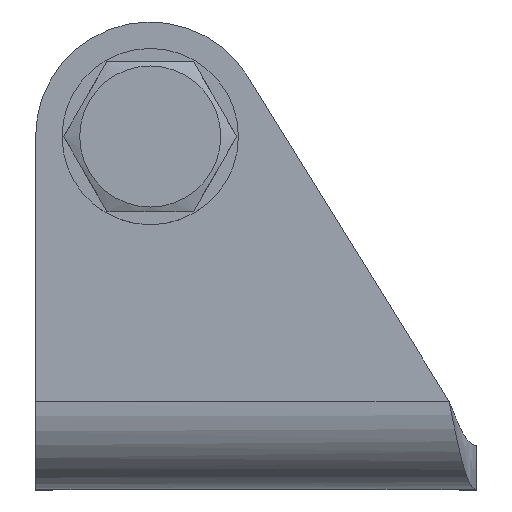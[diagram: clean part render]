
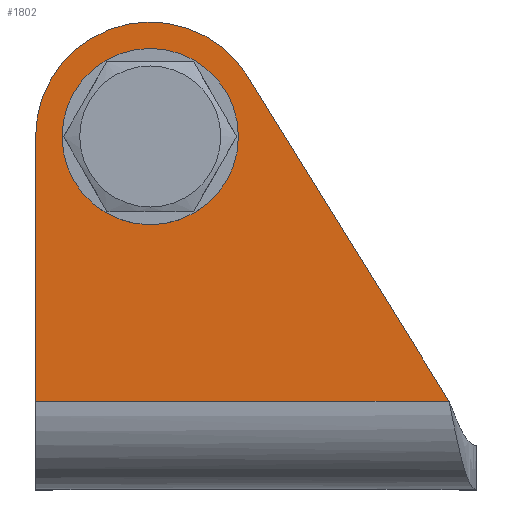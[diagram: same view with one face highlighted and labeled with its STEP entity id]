
A CAD part, top view. The second image highlights one B-rep face of the part: STEP entity #1802.
In plain terms, the highlighted planar face has unit normal (0, 0, 1).
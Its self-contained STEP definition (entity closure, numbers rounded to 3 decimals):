
#143=CARTESIAN_POINT('',(0.0,10.0,5.0));
#144=VERTEX_POINT('',#143);
#145=CARTESIAN_POINT('',(0.0,0.0,5.0));
#146=DIRECTION('',(0.0,0.0,-1.0));
#147=DIRECTION('',(0.0,1.0,0.0));
#148=AXIS2_PLACEMENT_3D('',#145,#146,#147);
#149=CIRCLE('',#148,10.0);
#150=EDGE_CURVE('',#144,#144,#149,.T.);
#1620=CARTESIAN_POINT('',(33.9,-30.0,5.0));
#1621=VERTEX_POINT('',#1620);
#1635=CARTESIAN_POINT('',(-13.0,-30.0,5.0));
#1636=VERTEX_POINT('',#1635);
#1637=CARTESIAN_POINT('',(-13.0,-30.0,5.0));
#1638=DIRECTION('',(1.0,0.0,0.0));
#1639=VECTOR('',#1638,46.9);
#1640=LINE('',#1637,#1639);
#1641=EDGE_CURVE('',#1636,#1621,#1640,.T.);
#1768=CARTESIAN_POINT('',(7.672,-19.045,5.0));
#1769=DIRECTION('',(0.0,0.0,1.0));
#1770=DIRECTION('',(1.0,0.0,0.0));
#1771=AXIS2_PLACEMENT_3D('',#1768,#1769,#1770);
#1772=PLANE('',#1771);
#1773=ORIENTED_EDGE('',*,*,#1641,.T.);
#1774=CARTESIAN_POINT('',(11.048,6.851,5.0));
#1775=VERTEX_POINT('',#1774);
#1776=CARTESIAN_POINT('',(11.048,6.851,5.0));
#1777=DIRECTION('',(0.527,-0.85,0.0));
#1778=VECTOR('',#1777,43.361);
#1779=LINE('',#1776,#1778);
#1780=EDGE_CURVE('',#1775,#1621,#1779,.T.);
#1781=ORIENTED_EDGE('',*,*,#1780,.F.);
#1782=CARTESIAN_POINT('',(-13.0,0.0,5.0));
#1783=VERTEX_POINT('',#1782);
#1784=CARTESIAN_POINT('',(0.0,0.0,5.0));
#1785=DIRECTION('',(0.0,0.0,-1.0));
#1786=DIRECTION('',(-0.85,-0.527,0.0));
#1787=AXIS2_PLACEMENT_3D('',#1784,#1785,#1786);
#1788=CIRCLE('',#1787,13.0);
#1789=EDGE_CURVE('',#1783,#1775,#1788,.T.);
#1790=ORIENTED_EDGE('',*,*,#1789,.F.);
#1791=CARTESIAN_POINT('',(-13.0,-30.0,5.0));
#1792=DIRECTION('',(0.0,1.0,0.0));
#1793=VECTOR('',#1792,30.0);
#1794=LINE('',#1791,#1793);
#1795=EDGE_CURVE('',#1636,#1783,#1794,.T.);
#1796=ORIENTED_EDGE('',*,*,#1795,.F.);
#1797=EDGE_LOOP('',(#1773,#1781,#1790,#1796));
#1798=FACE_OUTER_BOUND('',#1797,.T.);
#1799=ORIENTED_EDGE('',*,*,#150,.T.);
#1800=EDGE_LOOP('',(#1799));
#1801=FACE_BOUND('',#1800,.T.);
#1802=ADVANCED_FACE('',(#1798,#1801),#1772,.T.);
